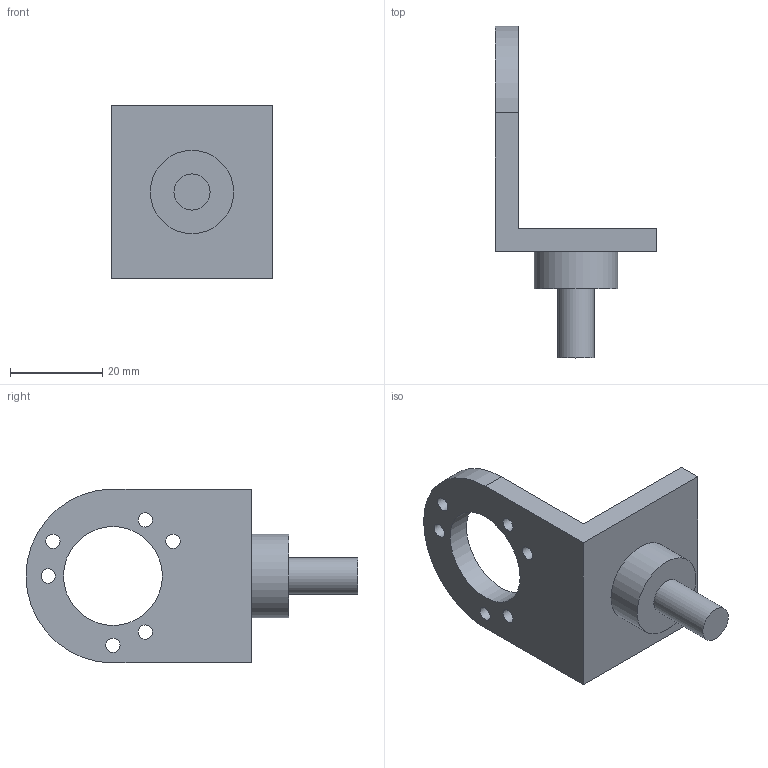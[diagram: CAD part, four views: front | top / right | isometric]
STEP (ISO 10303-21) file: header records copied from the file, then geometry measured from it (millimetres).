
FILE_DESCRIPTION(/* description */ ('STEP AP203'),/* implementation_level */ '2;1');
FILE_NAME(/* name */ 'EncoderBracket.stp',/* time_stamp */ '2025-12-16T16:13:07+02:00',/* author */ ('hazem'),/* organization */ (''),/* preprocessor_version */ 'ST-DEVELOPER v20',/* originating_system */ 'Autodesk Inventor 2025',/* authorisation */ '');
FILE_SCHEMA (('AUTOMOTIVE_DESIGN { 1 0 10303 214 3 1 1 }'));
Length unit declared in the file: millimetre
Products named in the file (1): encoderBracketInventor.stp_Default_sldprt
Bounding box: 35 x 71.8 x 37.6 mm (x, y, z)
Volume: 14785.6 mm3; surface area: 7343.5 mm2
Topology: 1 solids, 1 shells, 19 faces, 45 edges, 31 vertices
Faces by surface type: cylinder 10, plane 9
Full cylindrical faces by diameter (mm): 3.086 x6, 7.8 x1, 18 x1, 21.4 x1
Entity records: 641 total; most frequent: DIRECTION 105, CARTESIAN_POINT 96, ORIENTED_EDGE 90, EDGE_CURVE 45, AXIS2_PLACEMENT_3D 40, EDGE_LOOP 35, VERTEX_POINT 30, LINE 25
